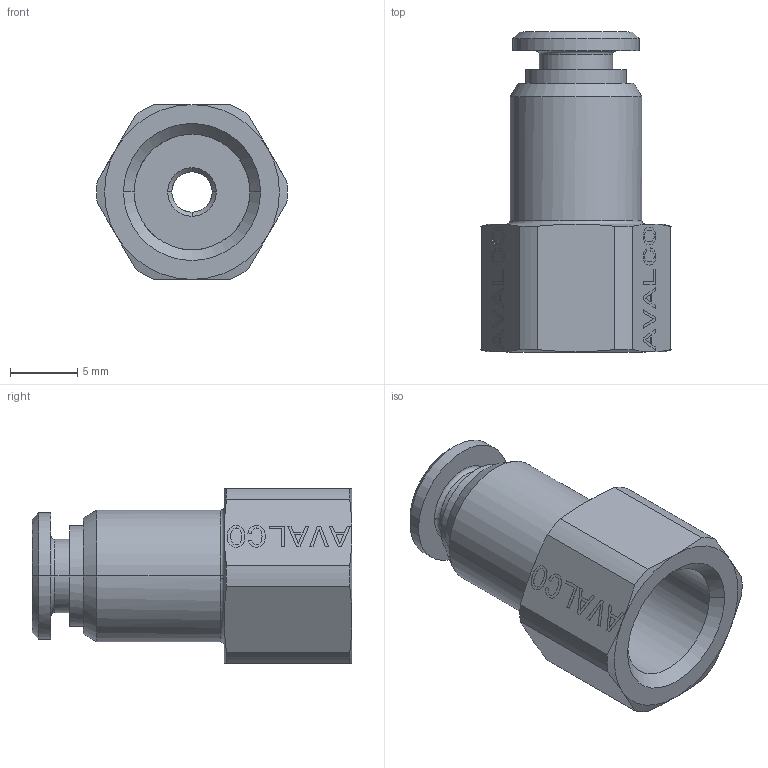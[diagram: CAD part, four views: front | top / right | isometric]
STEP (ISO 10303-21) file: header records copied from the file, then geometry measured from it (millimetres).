
FILE_DESCRIPTION(('CATIA V5 STEP Exchange'),'2;1');
FILE_NAME('PN463B-04G18.stp','2018-04-14T17:45:18+00:00',('none'),('none'),'CATIA Version 5 Release 21 GA (IN-10)','CATIA V5 STEP AP203','none');
FILE_SCHEMA(('CONFIG_CONTROL_DESIGN'));
Length unit declared in the file: millimetre
Products named in the file (1): PN463B-04G18
Bounding box: 14.19 x 23.8 x 13 mm (x, y, z)
Volume: 1630.2 mm3; surface area: 1644.4 mm2
Topology: 1 solids, 1 shells, 417 faces, 1115 edges, 732 vertices
Faces by surface type: plane 355, cone 30, cylinder 24, torus 8
Entity records: 12761 total; most frequent: CARTESIAN_POINT 2613, ORIENTED_EDGE 2230, DIRECTION 1790, EDGE_CURVE 1115, VECTOR 989, LINE 989, VERTEX_POINT 732, EDGE_LOOP 455
